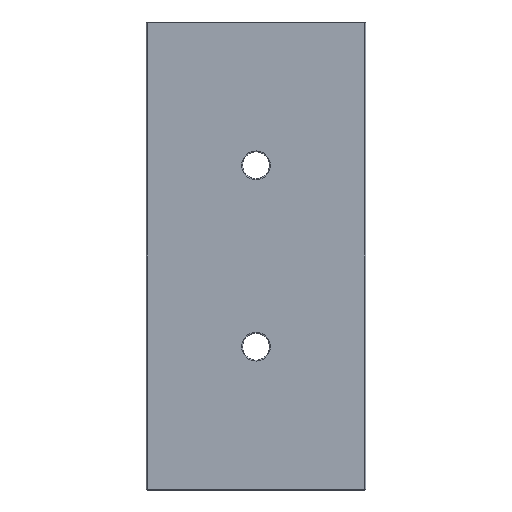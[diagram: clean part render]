
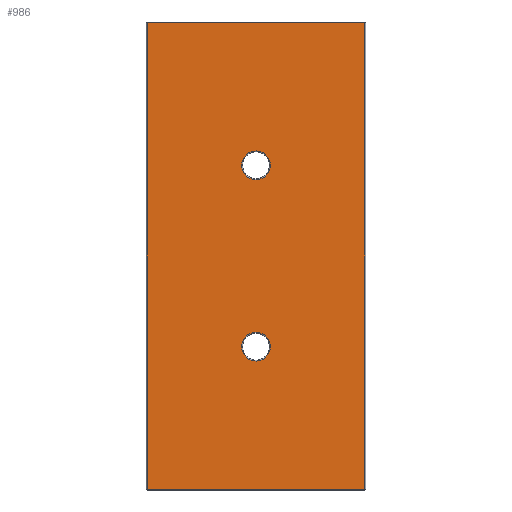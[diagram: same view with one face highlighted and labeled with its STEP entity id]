
A CAD part, front view. The second image highlights one B-rep face of the part: STEP entity #986.
In plain terms, the highlighted planar face has unit normal (0, -1, 0).
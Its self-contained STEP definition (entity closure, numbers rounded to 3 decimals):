
#68 = CIRCLE ( 'NONE', #1073, 1.6 ) ;
#231 = EDGE_CURVE ( 'NONE', #6215, #1701, #6892, .T. ) ;
#547 = CARTESIAN_POINT ( 'NONE',  ( 1.6, 0., 10.125 ) ) ;
#569 = CARTESIAN_POINT ( 'NONE',  ( -12.25, 0., 26.025 ) ) ;
#598 = VECTOR ( 'NONE', #5435, 1000. ) ;
#986 = ADVANCED_FACE ( 'NONE', ( #11327, #12079, #10387 ), #9447, .F. ) ;
#1073 = AXIS2_PLACEMENT_3D ( 'NONE', #3404, #4533, #7160 ) ;
#1500 = AXIS2_PLACEMENT_3D ( 'NONE', #8559, #4109, #7926 ) ;
#1616 = CARTESIAN_POINT ( 'NONE',  ( 12.15, 0., 26.125 ) ) ;
#1658 = VERTEX_POINT ( 'NONE', #3375 ) ;
#1659 = CIRCLE ( 'NONE', #12027, 1.6 ) ;
#1701 = VERTEX_POINT ( 'NONE', #5071 ) ;
#1775 = EDGE_CURVE ( 'NONE', #2113, #10661, #9116, .T. ) ;
#1886 = VECTOR ( 'NONE', #3443, 1000. ) ;
#1897 = DIRECTION ( 'NONE',  ( 0., 0., -1. ) ) ;
#2113 = VERTEX_POINT ( 'NONE', #2174 ) ;
#2174 = CARTESIAN_POINT ( 'NONE',  ( 12.15, 0., -26.025 ) ) ;
#2466 = EDGE_CURVE ( 'NONE', #10431, #2607, #1659, .T. ) ;
#2600 = CARTESIAN_POINT ( 'NONE',  ( 0., 0., -10.125 ) ) ;
#2607 = VERTEX_POINT ( 'NONE', #4697 ) ;
#3208 = AXIS2_PLACEMENT_3D ( 'NONE', #2600, #11895, #11153 ) ;
#3375 = CARTESIAN_POINT ( 'NONE',  ( -12.15, 0., -26.025 ) ) ;
#3392 = DIRECTION ( 'NONE',  ( -1., 0., 0. ) ) ;
#3404 = CARTESIAN_POINT ( 'NONE',  ( 0., 0., 10.125 ) ) ;
#3443 = DIRECTION ( 'NONE',  ( 1., 0., 0. ) ) ;
#3476 = ORIENTED_EDGE ( 'NONE', *, *, #231, .T. ) ;
#4109 = DIRECTION ( 'NONE',  ( 0., 1., 0. ) ) ;
#4317 = CARTESIAN_POINT ( 'NONE',  ( -12.25, 0., -26.025 ) ) ;
#4379 = DIRECTION ( 'NONE',  ( -1., 0., 0. ) ) ;
#4467 = DIRECTION ( 'NONE',  ( -1., 0., 0. ) ) ;
#4533 = DIRECTION ( 'NONE',  ( 0., 1., 0. ) ) ;
#4697 = CARTESIAN_POINT ( 'NONE',  ( 1.6, 0., -10.125 ) ) ;
#4890 = VECTOR ( 'NONE', #4379, 1000. ) ;
#5071 = CARTESIAN_POINT ( 'NONE',  ( -1.6, 0., 10.125 ) ) ;
#5307 = ORIENTED_EDGE ( 'NONE', *, *, #9135, .T. ) ;
#5435 = DIRECTION ( 'NONE',  ( 0., 0., 1. ) ) ;
#5442 = LINE ( 'NONE', #4317, #1886 ) ;
#5626 = CARTESIAN_POINT ( 'NONE',  ( -12.15, 0., 26.025 ) ) ;
#5664 = ORIENTED_EDGE ( 'NONE', *, *, #2466, .T. ) ;
#5827 = EDGE_LOOP ( 'NONE', ( #10483, #3476 ) ) ;
#5855 = ORIENTED_EDGE ( 'NONE', *, *, #1775, .T. ) ;
#6117 = AXIS2_PLACEMENT_3D ( 'NONE', #8517, #10206, #4467 ) ;
#6214 = ORIENTED_EDGE ( 'NONE', *, *, #9227, .T. ) ;
#6215 = VERTEX_POINT ( 'NONE', #547 ) ;
#6587 = EDGE_CURVE ( 'NONE', #1701, #6215, #68, .T. ) ;
#6892 = CIRCLE ( 'NONE', #1500, 1.6 ) ;
#7003 = CIRCLE ( 'NONE', #3208, 1.6 ) ;
#7160 = DIRECTION ( 'NONE',  ( -1., 0., 0. ) ) ;
#7459 = EDGE_LOOP ( 'NONE', ( #5664, #5307 ) ) ;
#7716 = LINE ( 'NONE', #9573, #8004 ) ;
#7926 = DIRECTION ( 'NONE',  ( -1., 0., 0. ) ) ;
#8004 = VECTOR ( 'NONE', #1897, 1000. ) ;
#8517 = CARTESIAN_POINT ( 'NONE',  ( -12.25, 0., 26.125 ) ) ;
#8559 = CARTESIAN_POINT ( 'NONE',  ( 0., 0., 10.125 ) ) ;
#8583 = CARTESIAN_POINT ( 'NONE',  ( -1.6, 0., -10.125 ) ) ;
#8659 = ORIENTED_EDGE ( 'NONE', *, *, #11062, .T. ) ;
#9116 = LINE ( 'NONE', #1616, #598 ) ;
#9135 = EDGE_CURVE ( 'NONE', #2607, #10431, #7003, .T. ) ;
#9227 = EDGE_CURVE ( 'NONE', #11217, #1658, #7716, .T. ) ;
#9447 = PLANE ( 'NONE',  #6117 ) ;
#9573 = CARTESIAN_POINT ( 'NONE',  ( -12.15, 0., 26.125 ) ) ;
#9944 = CARTESIAN_POINT ( 'NONE',  ( 0., 0., -10.125 ) ) ;
#10008 = CARTESIAN_POINT ( 'NONE',  ( 12.15, 0., 26.025 ) ) ;
#10026 = ORIENTED_EDGE ( 'NONE', *, *, #11140, .T. ) ;
#10121 = LINE ( 'NONE', #569, #4890 ) ;
#10206 = DIRECTION ( 'NONE',  ( 0., 1., 0. ) ) ;
#10387 = FACE_OUTER_BOUND ( 'NONE', #10963, .T. ) ;
#10431 = VERTEX_POINT ( 'NONE', #8583 ) ;
#10483 = ORIENTED_EDGE ( 'NONE', *, *, #6587, .T. ) ;
#10661 = VERTEX_POINT ( 'NONE', #10008 ) ;
#10963 = EDGE_LOOP ( 'NONE', ( #8659, #5855, #10026, #6214 ) ) ;
#11062 = EDGE_CURVE ( 'NONE', #1658, #2113, #5442, .T. ) ;
#11140 = EDGE_CURVE ( 'NONE', #10661, #11217, #10121, .T. ) ;
#11153 = DIRECTION ( 'NONE',  ( -1., 0., 0. ) ) ;
#11217 = VERTEX_POINT ( 'NONE', #5626 ) ;
#11327 = FACE_BOUND ( 'NONE', #5827, .T. ) ;
#11895 = DIRECTION ( 'NONE',  ( 0., 1., 0. ) ) ;
#11939 = DIRECTION ( 'NONE',  ( 0., 1., 0. ) ) ;
#12027 = AXIS2_PLACEMENT_3D ( 'NONE', #9944, #11939, #3392 ) ;
#12079 = FACE_BOUND ( 'NONE', #7459, .T. ) ;
